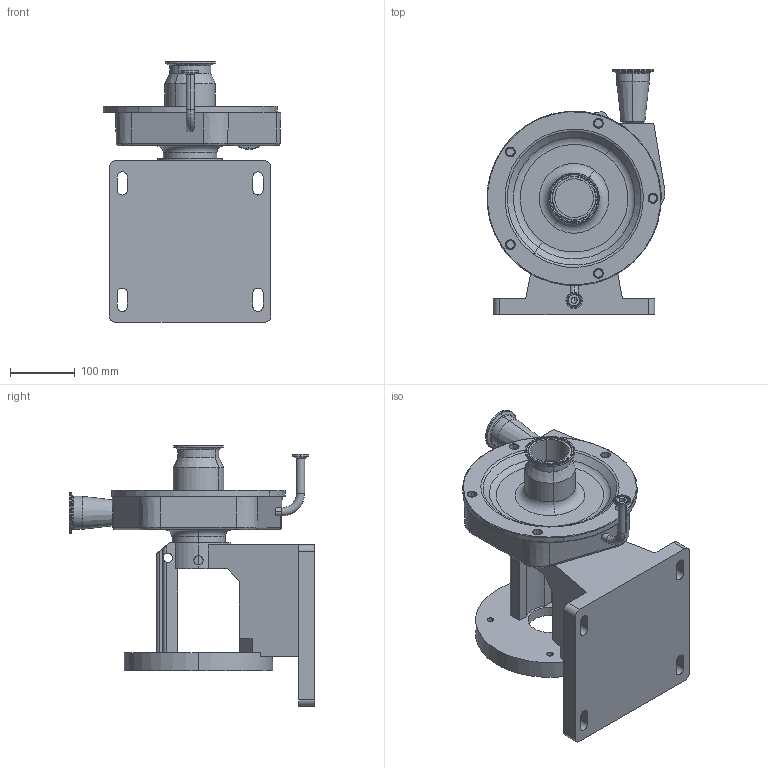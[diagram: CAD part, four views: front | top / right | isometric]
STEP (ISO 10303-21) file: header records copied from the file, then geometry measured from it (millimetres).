
FILE_DESCRIPTION (( 'STEP AP214' ), '1' );
FILE_NAME ('FP 1741-1742-1732 180-210TC VERT 1-2 In ELBOW FRONT DRAIN.STEP', '2023-02-13T20:54:47', ( '' ), ( '' ), 'SwSTEP 2.0', 'SolidWorks 2021', '' );
FILE_SCHEMA (( 'AUTOMOTIVE_DESIGN' ));
Length unit declared in the file: millimetre
Products named in the file (1): FP 1741-1742-1732 180-210TC VERT 1-2 In ELBOW FRONT DRAIN
Bounding box: 275.17 x 380 x 403.5 mm (x, y, z)
Volume: 7372269.9 mm3; surface area: 697169.4 mm2
Topology: 1 solids, 1 shells, 356 faces, 882 edges, 542 vertices
Faces by surface type: cylinder 133, plane 96, cone 63, torus 62, sphere 1, bspline 1
Entity records: 11339 total; most frequent: CARTESIAN_POINT 2501, DIRECTION 2025, ORIENTED_EDGE 1764, EDGE_CURVE 882, AXIS2_PLACEMENT_3D 827, VERTEX_POINT 542, CIRCLE 471, EDGE_LOOP 402
